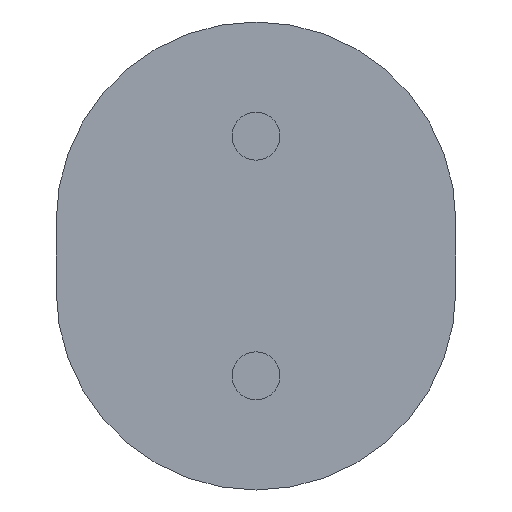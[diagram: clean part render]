
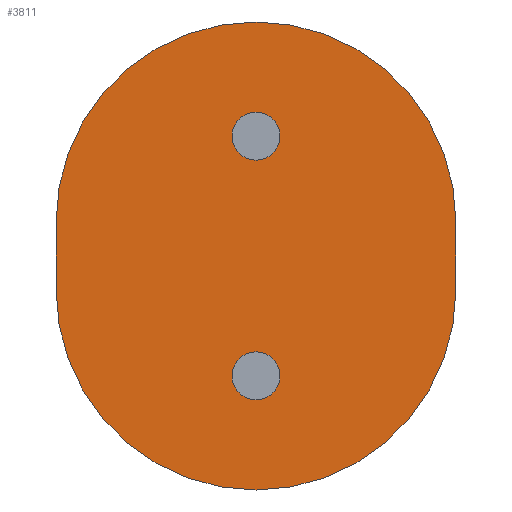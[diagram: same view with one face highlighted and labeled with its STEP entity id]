
A CAD part, front view. The second image highlights one B-rep face of the part: STEP entity #3811.
In plain terms, the highlighted planar face has unit normal (0, -1, 0).
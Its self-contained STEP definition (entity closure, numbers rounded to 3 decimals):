
#112 = CARTESIAN_POINT ( 'NONE',  ( 0., 0., -0.355 ) ) ;
#134 = PLANE ( 'NONE',  #3450 ) ;
#135 = DIRECTION ( 'NONE',  ( 0., -1., 0. ) ) ;
#136 = DIRECTION ( 'NONE',  ( 0., 0., -1. ) ) ;
#624 = CARTESIAN_POINT ( 'NONE',  ( -2.085, 0., -0.355 ) ) ;
#625 = DIRECTION ( 'NONE',  ( 0., 0., 1. ) ) ;
#626 = CARTESIAN_POINT ( 'NONE',  ( 2.085, 0., -0.355 ) ) ;
#627 = DIRECTION ( 'NONE',  ( 0., 0., -1. ) ) ;
#680 = CIRCLE ( 'NONE', #3356, 0.25 ) ;
#751 = CIRCLE ( 'NONE', #3379, 2.085 ) ;
#760 = CIRCLE ( 'NONE', #3369, 2.085 ) ;
#767 = CIRCLE ( 'NONE', #3368, 0.25 ) ;
#825 = CIRCLE ( 'NONE', #3394, 0.25 ) ;
#933 = LINE ( 'NONE', #626, #940 ) ;
#938 = LINE ( 'NONE', #624, #939 ) ;
#939 = VECTOR ( 'NONE', #625, 1000. ) ;
#940 = VECTOR ( 'NONE', #627, 1000. ) ;
#958 = CARTESIAN_POINT ( 'NONE',  ( 0., 0., -1.25 ) ) ;
#960 = DIRECTION ( 'NONE',  ( 0., 1., 0. ) ) ;
#961 = DIRECTION ( 'NONE',  ( 0., 0., -1. ) ) ;
#1011 = CARTESIAN_POINT ( 'NONE',  ( 0., 0., -0.355 ) ) ;
#1013 = DIRECTION ( 'NONE',  ( 0., 1., 0. ) ) ;
#1014 = DIRECTION ( 'NONE',  ( 0., 0., -1. ) ) ;
#1020 = CARTESIAN_POINT ( 'NONE',  ( 0., 0., 1.25 ) ) ;
#1021 = DIRECTION ( 'NONE',  ( 0., 1., 0. ) ) ;
#1022 = DIRECTION ( 'NONE',  ( 0., 0., -1. ) ) ;
#1090 = CARTESIAN_POINT ( 'NONE',  ( 0., 0., -0.355 ) ) ;
#1092 = CARTESIAN_POINT ( 'NONE',  ( 0., 0., -1.25 ) ) ;
#1094 = DIRECTION ( 'NONE',  ( 0., 1., 0. ) ) ;
#1095 = DIRECTION ( 'NONE',  ( 0., 0., -1. ) ) ;
#1096 = DIRECTION ( 'NONE',  ( 0., 1., 0. ) ) ;
#1097 = DIRECTION ( 'NONE',  ( 0., 0., -1. ) ) ;
#1134 = CARTESIAN_POINT ( 'NONE',  ( 0., 0., 0.355 ) ) ;
#1135 = DIRECTION ( 'NONE',  ( 0., 1., 0. ) ) ;
#1136 = DIRECTION ( 'NONE',  ( 0., 0., 1. ) ) ;
#1227 = CARTESIAN_POINT ( 'NONE',  ( 0., 0., 1.25 ) ) ;
#1228 = DIRECTION ( 'NONE',  ( 0., 1., 0. ) ) ;
#1229 = DIRECTION ( 'NONE',  ( 0., 0., -1. ) ) ;
#1564 = VERTEX_POINT ( 'NONE', #1828 ) ;
#1589 = VERTEX_POINT ( 'NONE', #1785 ) ;
#1597 = VERTEX_POINT ( 'NONE', #1793 ) ;
#1633 = CARTESIAN_POINT ( 'NONE',  ( 0., 0., -1.5 ) ) ;
#1635 = CARTESIAN_POINT ( 'NONE',  ( -2.085, 0., -0.355 ) ) ;
#1679 = CARTESIAN_POINT ( 'NONE',  ( 0., 0., 1.5 ) ) ;
#1690 = CARTESIAN_POINT ( 'NONE',  ( 0., 0., -1. ) ) ;
#1706 = CARTESIAN_POINT ( 'NONE',  ( 0., 0., -2.44 ) ) ;
#1766 = VERTEX_POINT ( 'NONE', #1911 ) ;
#1784 = VERTEX_POINT ( 'NONE', #1633 ) ;
#1785 = CARTESIAN_POINT ( 'NONE',  ( 0., 0., 1. ) ) ;
#1789 = VERTEX_POINT ( 'NONE', #1635 ) ;
#1793 = CARTESIAN_POINT ( 'NONE',  ( 2.085, 0., -0.355 ) ) ;
#1828 = CARTESIAN_POINT ( 'NONE',  ( 2.085, 0., 0.355 ) ) ;
#1866 = VERTEX_POINT ( 'NONE', #1690 ) ;
#1874 = VERTEX_POINT ( 'NONE', #1679 ) ;
#1909 = VERTEX_POINT ( 'NONE', #1706 ) ;
#1911 = CARTESIAN_POINT ( 'NONE',  ( -2.085, 0., 0.355 ) ) ;
#2010 = EDGE_LOOP ( 'NONE', ( #2037, #2195 ) ) ;
#2020 = ORIENTED_EDGE ( 'NONE', *, *, #3927, .F. ) ;
#2037 = ORIENTED_EDGE ( 'NONE', *, *, #3058, .T. ) ;
#2060 = EDGE_LOOP ( 'NONE', ( #2097, #2202, #2094, #2020, #2223 ) ) ;
#2094 = ORIENTED_EDGE ( 'NONE', *, *, #3104, .F. ) ;
#2097 = ORIENTED_EDGE ( 'NONE', *, *, #3055, .F. ) ;
#2136 = ORIENTED_EDGE ( 'NONE', *, *, #3034, .T. ) ;
#2149 = EDGE_LOOP ( 'NONE', ( #2136, #2173 ) ) ;
#2173 = ORIENTED_EDGE ( 'NONE', *, *, #3088, .T. ) ;
#2195 = ORIENTED_EDGE ( 'NONE', *, *, #3142, .T. ) ;
#2202 = ORIENTED_EDGE ( 'NONE', *, *, #3928, .F. ) ;
#2223 = ORIENTED_EDGE ( 'NONE', *, *, #3089, .F. ) ;
#2997 = CIRCLE ( 'NONE', #3350, 2.085 ) ;
#3019 = CIRCLE ( 'NONE', #3345, 0.25 ) ;
#3034 = EDGE_CURVE ( 'NONE', #1784, #1866, #3019, .T. ) ;
#3055 = EDGE_CURVE ( 'NONE', #1597, #1909, #2997, .T. ) ;
#3058 = EDGE_CURVE ( 'NONE', #1589, #1874, #680, .T. ) ;
#3088 = EDGE_CURVE ( 'NONE', #1866, #1784, #767, .T. ) ;
#3089 = EDGE_CURVE ( 'NONE', #1909, #1789, #760, .T. ) ;
#3104 = EDGE_CURVE ( 'NONE', #1766, #1564, #751, .T. ) ;
#3142 = EDGE_CURVE ( 'NONE', #1874, #1589, #825, .T. ) ;
#3345 = AXIS2_PLACEMENT_3D ( 'NONE', #958, #960, #961 ) ;
#3350 = AXIS2_PLACEMENT_3D ( 'NONE', #1011, #1013, #1014 ) ;
#3356 = AXIS2_PLACEMENT_3D ( 'NONE', #1020, #1021, #1022 ) ;
#3368 = AXIS2_PLACEMENT_3D ( 'NONE', #1092, #1094, #1095 ) ;
#3369 = AXIS2_PLACEMENT_3D ( 'NONE', #1090, #1096, #1097 ) ;
#3379 = AXIS2_PLACEMENT_3D ( 'NONE', #1134, #1135, #1136 ) ;
#3394 = AXIS2_PLACEMENT_3D ( 'NONE', #1227, #1228, #1229 ) ;
#3450 = AXIS2_PLACEMENT_3D ( 'NONE', #112, #135, #136 ) ;
#3663 = FACE_BOUND ( 'NONE', #2149, .T. ) ;
#3667 = FACE_OUTER_BOUND ( 'NONE', #2060, .T. ) ;
#3768 = FACE_BOUND ( 'NONE', #2010, .T. ) ;
#3811 = ADVANCED_FACE ( 'NONE', ( #3663, #3667, #3768 ), #134, .T. ) ;
#3927 = EDGE_CURVE ( 'NONE', #1789, #1766, #938, .T. ) ;
#3928 = EDGE_CURVE ( 'NONE', #1564, #1597, #933, .T. ) ;
